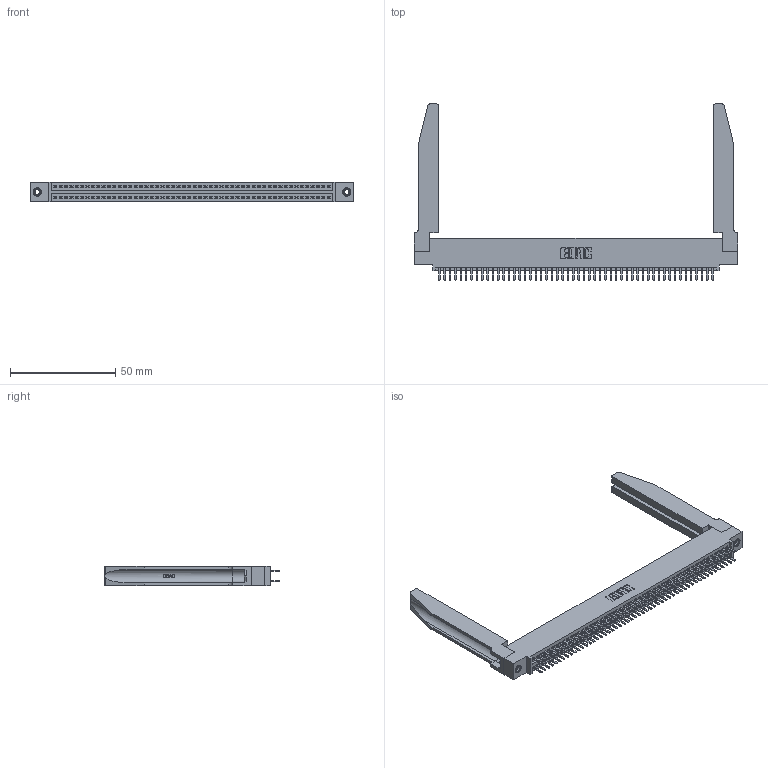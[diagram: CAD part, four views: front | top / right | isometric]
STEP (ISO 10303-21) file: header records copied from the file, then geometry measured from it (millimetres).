
FILE_DESCRIPTION (( 'STEP AP203' ), '1' );
FILE_NAME ('345-104-520-578.STEP', '2019-11-03T10:24:06', ( '' ), ( '' ), 'SwSTEP 2.0', 'SolidWorks 2016', '' );
FILE_SCHEMA (( 'CONFIG_CONTROL_DESIGN' ));
Length unit declared in the file: inch
Products named in the file (5): 345-220-078_345-220-078; 345-104-520-578; 345 Part_0.110 Offset - 0.156 Dia-TH; 345-250-001_345-250-001-102; 345-292-001_345-293-120
Assembly tree (109 placements, depth 2):
  345-104-520-578
    345 Part_0.110 Offset - 0.156 Dia-TH
    345-292-001_345-293-120  x104
    345-250-001_345-250-001-102  x2
    345-220-078_345-220-078  x2
Bounding box: 153.31 x 83.44 x 9.4 mm (x, y, z)
Volume: 22637.3 mm3; surface area: 29003.4 mm2
Topology: 109 solids, 109 shells, 5980 faces, 17289 edges, 11238 vertices
Faces by surface type: plane 3866, cylinder 2062, bspline 36, cone 12, torus 4
Entity records: 44440 total; most frequent: CARTESIAN_POINT 8371, ORIENTED_EDGE 7190, DIRECTION 6349, EDGE_CURVE 3595, LINE 3157, VECTOR 3157, VERTEX_POINT 2388, AXIS2_PLACEMENT_3D 1596
